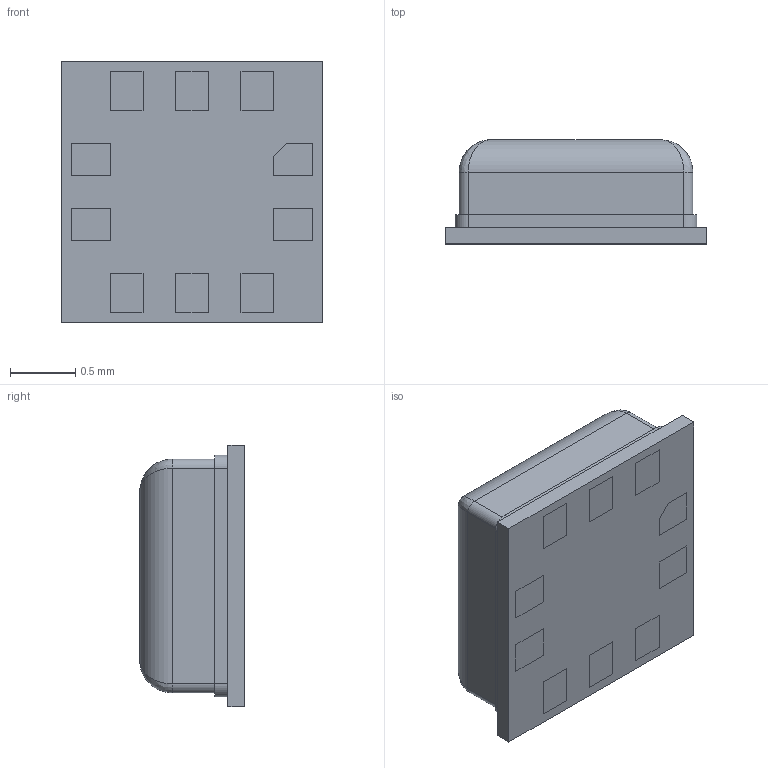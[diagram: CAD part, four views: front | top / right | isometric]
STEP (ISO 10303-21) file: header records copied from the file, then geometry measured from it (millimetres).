
FILE_DESCRIPTION (( 'STEP AP214' ), '1' );
FILE_NAME ('ICP-10101.STEP', '2018-05-02T08:00:13', ( '' ), ( '' ), 'SwSTEP 2.0', 'SolidWorks 2017', '' );
FILE_SCHEMA (( 'AUTOMOTIVE_DESIGN' ));
Length unit declared in the file: millimetre
Products named in the file (1): ICP-10101
Bounding box: 2 x 0.8 x 2 mm (x, y, z)
Volume: 2.6 mm3; surface area: 23.6 mm2
Topology: 12 solids, 12 shells, 151 faces, 334 edges, 216 vertices
Faces by surface type: plane 131, cylinder 16, bspline 4
Entity records: 4237 total; most frequent: CARTESIAN_POINT 790, ORIENTED_EDGE 660, DIRECTION 642, EDGE_CURVE 330, LINE 298, VECTOR 298, VERTEX_POINT 216, AXIS2_PLACEMENT_3D 172
